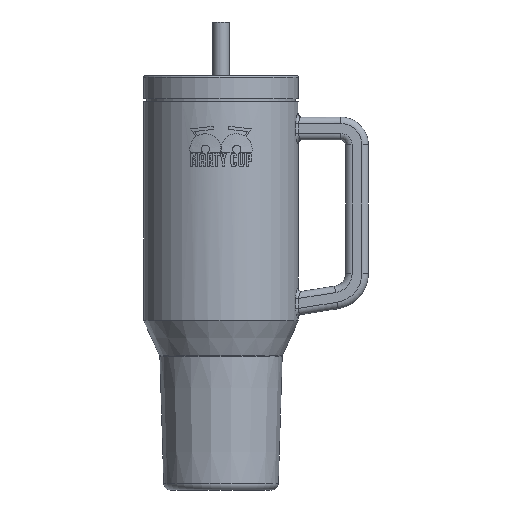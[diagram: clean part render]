
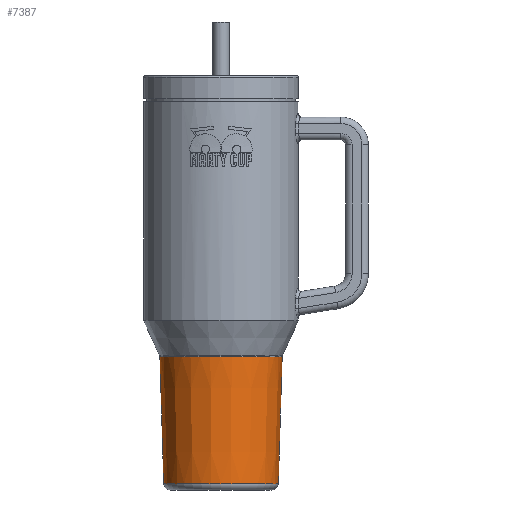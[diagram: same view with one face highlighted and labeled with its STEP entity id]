
A CAD part, front view. The second image highlights one B-rep face of the part: STEP entity #7387.
In plain terms, the highlighted conical face has half-angle 1.746 degrees and reference radius 9.375 mm.
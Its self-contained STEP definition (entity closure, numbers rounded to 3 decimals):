
#117=CONICAL_SURFACE('',#7893,9.375,0.03);
#528=FACE_OUTER_BOUND('',#961,.T.);
#961=EDGE_LOOP('',(#5231,#5232,#5233,#5234,#5235));
#1436=CIRCLE('',#7888,9.373);
#1437=CIRCLE('',#7889,9.373);
#1440=CIRCLE('',#7894,8.78);
#1646=LINE('',#10623,#2324);
#2324=VECTOR('',#8667,9.375);
#3207=VERTEX_POINT('',#10609);
#3208=VERTEX_POINT('',#10611);
#3211=VERTEX_POINT('',#10621);
#3987=EDGE_CURVE('',#3207,#3208,#1436,.T.);
#3988=EDGE_CURVE('',#3208,#3207,#1437,.T.);
#3992=EDGE_CURVE('',#3211,#3211,#1440,.T.);
#3993=EDGE_CURVE('',#3211,#3208,#1646,.T.);
#5231=ORIENTED_EDGE('',*,*,#3992,.F.);
#5232=ORIENTED_EDGE('',*,*,#3993,.T.);
#5233=ORIENTED_EDGE('',*,*,#3987,.F.);
#5234=ORIENTED_EDGE('',*,*,#3988,.F.);
#5235=ORIENTED_EDGE('',*,*,#3993,.F.);
#7387=ADVANCED_FACE('',(#528),#117,.T.);
#7888=AXIS2_PLACEMENT_3D('',#10612,#8652,#8653);
#7889=AXIS2_PLACEMENT_3D('',#10613,#8654,#8655);
#7893=AXIS2_PLACEMENT_3D('',#10620,#8663,#8664);
#7894=AXIS2_PLACEMENT_3D('',#10622,#8665,#8666);
#8652=DIRECTION('center_axis',(0.,0.,1.));
#8653=DIRECTION('ref_axis',(-1.,0.,0.));
#8654=DIRECTION('center_axis',(0.,0.,1.));
#8655=DIRECTION('ref_axis',(-1.,0.,0.));
#8663=DIRECTION('center_axis',(0.,0.,1.));
#8664=DIRECTION('ref_axis',(1.,0.,0.));
#8665=DIRECTION('center_axis',(0.,0.,-1.));
#8666=DIRECTION('ref_axis',(-1.,0.,0.));
#8667=DIRECTION('',(-0.03,0.,1.));
#10609=CARTESIAN_POINT('',(13.123,26.25,25.7));
#10611=CARTESIAN_POINT('',(-5.623,26.25,25.7));
#10612=CARTESIAN_POINT('Origin',(3.75,26.25,25.7));
#10613=CARTESIAN_POINT('Origin',(3.75,26.25,25.7));
#10620=CARTESIAN_POINT('Origin',(3.75,26.25,25.75));
#10621=CARTESIAN_POINT('',(-5.03,26.25,6.22));
#10622=CARTESIAN_POINT('Origin',(3.75,26.25,6.22));
#10623=CARTESIAN_POINT('',(-5.625,26.25,25.75));
